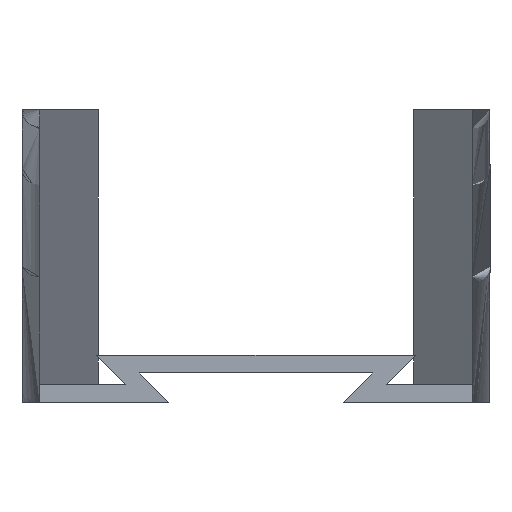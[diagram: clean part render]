
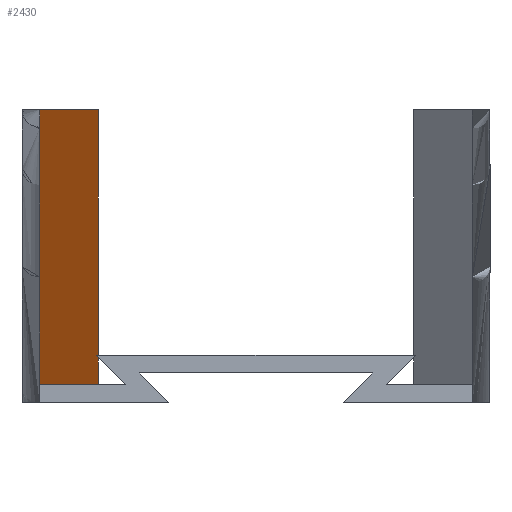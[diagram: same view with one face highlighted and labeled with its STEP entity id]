
A CAD part, left-side view. The second image highlights one B-rep face of the part: STEP entity #2430.
In plain terms, the highlighted planar face has unit normal (-0.05, -0.999, 0).
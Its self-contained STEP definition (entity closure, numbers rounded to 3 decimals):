
#142=CARTESIAN_POINT('',(-450.075,37.,50.));
#143=VERTEX_POINT('',#142);
#150=CARTESIAN_POINT('',(-250.075,27.,50.));
#151=VERTEX_POINT('',#150);
#152=CARTESIAN_POINT('',(-450.075,37.,50.));
#153=DIRECTION('',(0.999,-0.05,0.));
#154=VECTOR('',#153,200.25);
#155=LINE('',#152,#154);
#156=EDGE_CURVE('',#143,#151,#155,.T.);
#403=CARTESIAN_POINT('',(-450.075,37.,3.));
#404=VERTEX_POINT('',#403);
#405=CARTESIAN_POINT('',(-450.075,37.,3.));
#406=DIRECTION('',(0.,0.,1.));
#407=VECTOR('',#406,47.);
#408=LINE('',#405,#407);
#409=EDGE_CURVE('',#404,#143,#408,.T.);
#861=CARTESIAN_POINT('',(-250.075,27.,8.));
#862=VERTEX_POINT('',#861);
#869=CARTESIAN_POINT('',(-254.928,27.243,8.));
#870=VERTEX_POINT('',#869);
#871=CARTESIAN_POINT('',(-250.075,27.,8.));
#872=DIRECTION('',(-0.999,0.05,0.));
#873=VECTOR('',#872,4.859);
#874=LINE('',#871,#873);
#875=EDGE_CURVE('',#862,#870,#874,.T.);
#1409=CARTESIAN_POINT('',(-250.075,27.,7.757));
#1410=VERTEX_POINT('',#1409);
#1417=CARTESIAN_POINT('',(-250.075,27.,3.));
#1418=VERTEX_POINT('',#1417);
#1419=CARTESIAN_POINT('',(-250.075,27.,7.757));
#1420=DIRECTION('',(0.,0.,-1.));
#1421=VECTOR('',#1420,4.757);
#1422=LINE('',#1419,#1421);
#1423=EDGE_CURVE('',#1410,#1418,#1422,.T.);
#2372=CARTESIAN_POINT('',(-254.928,27.243,8.));
#2373=DIRECTION('',(0.998,-0.05,-0.05));
#2374=VECTOR('',#2373,4.865);
#2375=LINE('',#2372,#2374);
#2376=EDGE_CURVE('',#870,#1410,#2375,.T.);
#2406=CARTESIAN_POINT('',(-350.075,32.,26.5));
#2407=DIRECTION('',(-0.999,0.05,0.));
#2408=DIRECTION('',(-0.05,-0.999,-0.));
#2409=AXIS2_PLACEMENT_3D('',#2406,#2408,#2407);
#2410=PLANE('',#2409);
#2411=ORIENTED_EDGE('',*,*,#2376,.F.);
#2412=ORIENTED_EDGE('',*,*,#875,.F.);
#2413=CARTESIAN_POINT('',(-250.075,27.,8.));
#2414=DIRECTION('',(0.,0.,1.));
#2415=VECTOR('',#2414,42.);
#2416=LINE('',#2413,#2415);
#2417=EDGE_CURVE('',#862,#151,#2416,.T.);
#2418=ORIENTED_EDGE('E221',*,*,#2417,.T.);
#2419=ORIENTED_EDGE('E221',*,*,#156,.F.);
#2420=ORIENTED_EDGE('E221',*,*,#409,.F.);
#2421=CARTESIAN_POINT('',(-450.075,37.,3.));
#2422=DIRECTION('',(0.999,-0.05,0.));
#2423=VECTOR('',#2422,200.25);
#2424=LINE('',#2421,#2423);
#2425=EDGE_CURVE('',#404,#1418,#2424,.T.);
#2426=ORIENTED_EDGE('E222',*,*,#2425,.T.);
#2427=ORIENTED_EDGE('E222',*,*,#1423,.F.);
#2428=EDGE_LOOP('',(#2411,#2412,#2418,#2419,#2420,#2426,#2427));
#2429=FACE_OUTER_BOUND('',#2428,.T.);
#2430=ADVANCED_FACE('F61',(#2429),#2410,.T.);
